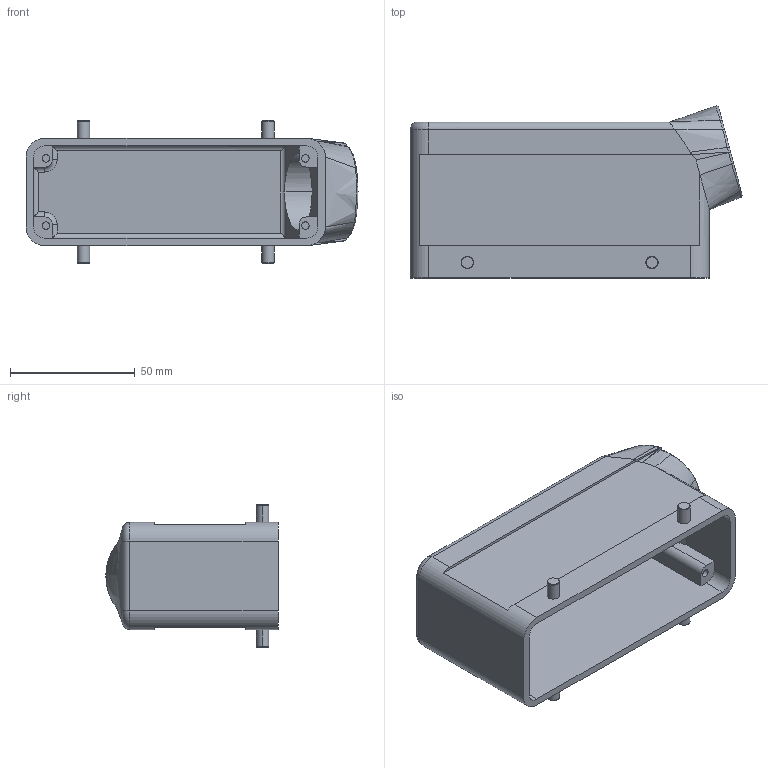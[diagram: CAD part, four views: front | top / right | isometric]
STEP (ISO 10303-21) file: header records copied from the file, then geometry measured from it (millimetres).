
FILE_DESCRIPTION((''),'2;1');
FILE_NAME('H24B-SE-4B-M25','2015-04-09T',('lq.you'),(''),'PRO/ENGINEER BY PARAMETRIC TECHNOLOGY CORPORATION, 2014000','PRO/ENGINEER BY PARAMETRIC TECHNOLOGY CORPORATION, 2014000','');
FILE_SCHEMA(('CONFIG_CONTROL_DESIGN'));
Length unit declared in the file: millimetre
Products named in the file (1): H24B-SE-4B-M25
Bounding box: 133.09 x 69.03 x 57 mm (x, y, z)
Surface area: 49126.6 mm2 (no closed solid volume)
Topology: 0 solids, 1 shells, 130 faces, 315 edges, 195 vertices
Faces by surface type: plane 49, cylinder 43, bspline 24, cone 10, torus 4
Entity records: 4861 total; most frequent: CARTESIAN_POINT 1945, ORIENTED_EDGE 630, DIRECTION 536, EDGE_CURVE 315, VERTEX_POINT 195, AXIS2_PLACEMENT_3D 190, VECTOR 156, LINE 156
